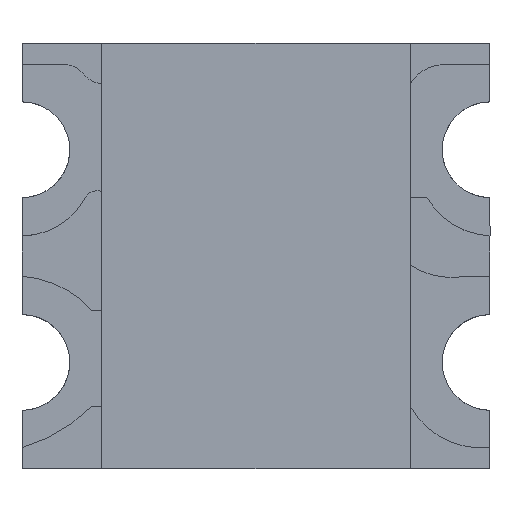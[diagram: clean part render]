
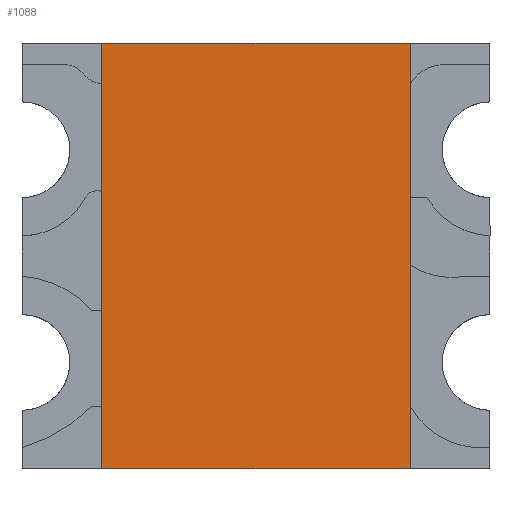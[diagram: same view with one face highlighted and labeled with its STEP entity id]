
A CAD part, top view. The second image highlights one B-rep face of the part: STEP entity #1088.
In plain terms, the highlighted planar face has unit normal (0, 0, 1).
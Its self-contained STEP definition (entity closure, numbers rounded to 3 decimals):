
#33 = LINE ( 'NONE', #2451, #2237 ) ;
#76 = ORIENTED_EDGE ( 'NONE', *, *, #1363, .T. ) ;
#228 = CARTESIAN_POINT ( 'NONE',  ( 0.725, -1., 0.84 ) ) ;
#242 = VECTOR ( 'NONE', #3619, 1000. ) ;
#365 = VERTEX_POINT ( 'NONE', #1618 ) ;
#414 = DIRECTION ( 'NONE',  ( 0., 0., 1. ) ) ;
#426 = VERTEX_POINT ( 'NONE', #228 ) ;
#572 = CARTESIAN_POINT ( 'NONE',  ( -0.725, 1., 0.84 ) ) ;
#624 = FACE_OUTER_BOUND ( 'NONE', #1953, .T. ) ;
#665 = CARTESIAN_POINT ( 'NONE',  ( 0., 0., 0.84 ) ) ;
#749 = CARTESIAN_POINT ( 'NONE',  ( 0.725, 1., 0.84 ) ) ;
#815 = CARTESIAN_POINT ( 'NONE',  ( -0.725, 1., 0.84 ) ) ;
#871 = DIRECTION ( 'NONE',  ( 0., -1., 0. ) ) ;
#1088 = ADVANCED_FACE ( 'NONE', ( #624 ), #2937, .T. ) ;
#1363 = EDGE_CURVE ( 'NONE', #426, #2079, #1632, .T. ) ;
#1528 = LINE ( 'NONE', #3155, #3172 ) ;
#1542 = LINE ( 'NONE', #572, #2039 ) ;
#1551 = VERTEX_POINT ( 'NONE', #815 ) ;
#1618 = CARTESIAN_POINT ( 'NONE',  ( -0.725, -1., 0.84 ) ) ;
#1632 = LINE ( 'NONE', #749, #242 ) ;
#1653 = EDGE_CURVE ( 'NONE', #365, #426, #1528, .T. ) ;
#1685 = ORIENTED_EDGE ( 'NONE', *, *, #1653, .T. ) ;
#1953 = EDGE_LOOP ( 'NONE', ( #76, #2904, #2132, #1685 ) ) ;
#2039 = VECTOR ( 'NONE', #871, 1000. ) ;
#2079 = VERTEX_POINT ( 'NONE', #3076 ) ;
#2132 = ORIENTED_EDGE ( 'NONE', *, *, #2774, .T. ) ;
#2237 = VECTOR ( 'NONE', #3000, 1000. ) ;
#2370 = EDGE_CURVE ( 'NONE', #2079, #1551, #33, .T. ) ;
#2451 = CARTESIAN_POINT ( 'NONE',  ( -0.725, 1., 0.84 ) ) ;
#2774 = EDGE_CURVE ( 'NONE', #1551, #365, #1542, .T. ) ;
#2851 = DIRECTION ( 'NONE',  ( 1., 0., 0. ) ) ;
#2904 = ORIENTED_EDGE ( 'NONE', *, *, #2370, .T. ) ;
#2937 = PLANE ( 'NONE',  #3119 ) ;
#2966 = DIRECTION ( 'NONE',  ( 1., 0., 0. ) ) ;
#3000 = DIRECTION ( 'NONE',  ( -1., 0., 0. ) ) ;
#3076 = CARTESIAN_POINT ( 'NONE',  ( 0.725, 1., 0.84 ) ) ;
#3119 = AXIS2_PLACEMENT_3D ( 'NONE', #665, #414, #2966 ) ;
#3155 = CARTESIAN_POINT ( 'NONE',  ( -0.725, -1., 0.84 ) ) ;
#3172 = VECTOR ( 'NONE', #2851, 1000. ) ;
#3619 = DIRECTION ( 'NONE',  ( 0., 1., 0. ) ) ;
